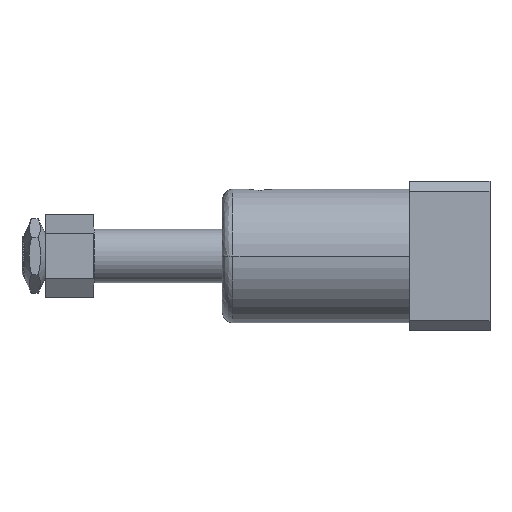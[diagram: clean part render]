
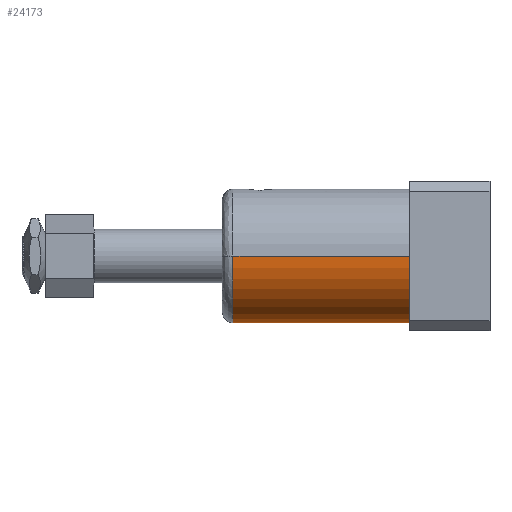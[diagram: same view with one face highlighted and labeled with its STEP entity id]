
A CAD part, left-side view. The second image highlights one B-rep face of the part: STEP entity #24173.
In plain terms, the highlighted cylindrical face has radius 25 mm (diameter 50 mm), a partial arc.
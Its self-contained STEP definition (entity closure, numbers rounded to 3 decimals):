
#483 = EDGE_CURVE ( 'NONE', #19839, #10045, #12951, .T. ) ;
#681 = CARTESIAN_POINT ( 'NONE',  ( 25., 96., 0. ) ) ;
#1230 = ORIENTED_EDGE ( 'NONE', *, *, #4005, .T. ) ;
#1271 = DIRECTION ( 'NONE',  ( 0., 1., 0. ) ) ;
#2408 = ORIENTED_EDGE ( 'NONE', *, *, #20894, .T. ) ;
#4005 = EDGE_CURVE ( 'NONE', #5358, #28608, #26077, .T. ) ;
#5358 = VERTEX_POINT ( 'NONE', #11450 ) ;
#5528 = CARTESIAN_POINT ( 'NONE',  ( 25., 30., 0. ) ) ;
#5876 = CARTESIAN_POINT ( 'NONE',  ( -25., 30., 0. ) ) ;
#7385 = DIRECTION ( 'NONE',  ( 0., 1., 0. ) ) ;
#7466 = VECTOR ( 'NONE', #9105, 1000. ) ;
#8327 = DIRECTION ( 'NONE',  ( 0., -1., 0. ) ) ;
#9105 = DIRECTION ( 'NONE',  ( 0., 1., 0. ) ) ;
#9531 = CARTESIAN_POINT ( 'NONE',  ( -25., 30., 0. ) ) ;
#10045 = VERTEX_POINT ( 'NONE', #5876 ) ;
#10047 = LINE ( 'NONE', #9531, #29401 ) ;
#11450 = CARTESIAN_POINT ( 'NONE',  ( -25., 96., 0. ) ) ;
#11714 = FACE_OUTER_BOUND ( 'NONE', #14800, .T. ) ;
#12951 = CIRCLE ( 'NONE', #14971, 25. ) ;
#14800 = EDGE_LOOP ( 'NONE', ( #23558, #22555, #2408, #1230 ) ) ;
#14971 = AXIS2_PLACEMENT_3D ( 'NONE', #17576, #1271, #26752 ) ;
#15309 = AXIS2_PLACEMENT_3D ( 'NONE', #22287, #8327, #24642 ) ;
#17576 = CARTESIAN_POINT ( 'NONE',  ( 0., 30., 0. ) ) ;
#19413 = EDGE_CURVE ( 'NONE', #19839, #28608, #24633, .T. ) ;
#19839 = VERTEX_POINT ( 'NONE', #5528 ) ;
#20591 = DIRECTION ( 'NONE',  ( -1., 0., 0. ) ) ;
#20894 = EDGE_CURVE ( 'NONE', #10045, #5358, #10047, .T. ) ;
#22287 = CARTESIAN_POINT ( 'NONE',  ( 0., 96., 0. ) ) ;
#22555 = ORIENTED_EDGE ( 'NONE', *, *, #483, .T. ) ;
#22789 = AXIS2_PLACEMENT_3D ( 'NONE', #27447, #25293, #20591 ) ;
#23066 = CARTESIAN_POINT ( 'NONE',  ( 25., 30., 0. ) ) ;
#23558 = ORIENTED_EDGE ( 'NONE', *, *, #19413, .F. ) ;
#24173 = ADVANCED_FACE ( 'NONE', ( #11714 ), #28850, .T. ) ;
#24633 = LINE ( 'NONE', #23066, #7466 ) ;
#24642 = DIRECTION ( 'NONE',  ( -1., 0., 0. ) ) ;
#25293 = DIRECTION ( 'NONE',  ( 0., 1., 0. ) ) ;
#26077 = CIRCLE ( 'NONE', #15309, 25. ) ;
#26752 = DIRECTION ( 'NONE',  ( -1., 0., 0. ) ) ;
#27447 = CARTESIAN_POINT ( 'NONE',  ( 0., 30., 0. ) ) ;
#28608 = VERTEX_POINT ( 'NONE', #681 ) ;
#28850 = CYLINDRICAL_SURFACE ( 'NONE', #22789, 25. ) ;
#29401 = VECTOR ( 'NONE', #7385, 1000. ) ;
